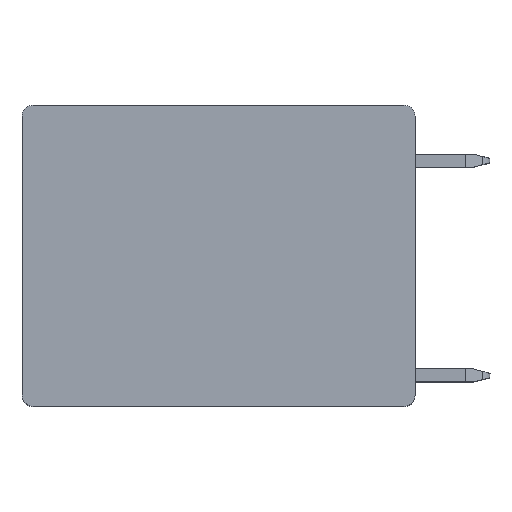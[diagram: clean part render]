
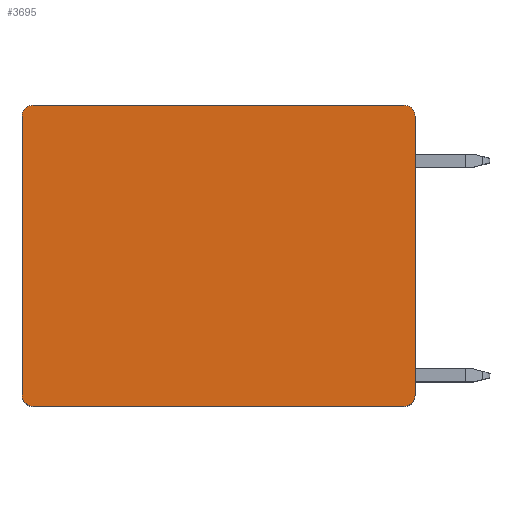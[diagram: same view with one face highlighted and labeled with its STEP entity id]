
A CAD part, top view. The second image highlights one B-rep face of the part: STEP entity #3695.
In plain terms, the highlighted planar face has unit normal (0, 0, 1).
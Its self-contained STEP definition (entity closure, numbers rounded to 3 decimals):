
#945=CARTESIAN_POINT('',(-11.375,8.55,13.05));
#946=DIRECTION('',(0.,0.,1.));
#947=DIRECTION('',(0.,1.,0.));
#948=AXIS2_PLACEMENT_3D('',#945,#946,#947);
#950=DIRECTION('',(-1.,0.,0.));
#951=VECTOR('',#950,22.75);
#952=CARTESIAN_POINT('',(11.375,9.25,13.05));
#953=LINE('',#952,#951);
#954=CARTESIAN_POINT('',(11.375,8.55,13.05));
#955=DIRECTION('',(0.,0.,1.));
#956=DIRECTION('',(1.,0.,0.));
#957=AXIS2_PLACEMENT_3D('',#954,#955,#956);
#959=DIRECTION('',(0.,1.,0.));
#960=VECTOR('',#959,17.1);
#961=CARTESIAN_POINT('',(12.075,-8.55,13.05));
#962=LINE('',#961,#960);
#963=CARTESIAN_POINT('',(11.375,-8.55,13.05));
#964=DIRECTION('',(0.,0.,1.));
#965=DIRECTION('',(0.,-1.,0.));
#966=AXIS2_PLACEMENT_3D('',#963,#964,#965);
#968=DIRECTION('',(1.,0.,0.));
#969=VECTOR('',#968,22.75);
#970=CARTESIAN_POINT('',(-11.375,-9.25,13.05));
#971=LINE('',#970,#969);
#972=CARTESIAN_POINT('',(-11.375,-8.55,13.05));
#973=DIRECTION('',(0.,0.,1.));
#974=DIRECTION('',(-1.,0.,0.));
#975=AXIS2_PLACEMENT_3D('',#972,#973,#974);
#977=DIRECTION('',(0.,-1.,0.));
#978=VECTOR('',#977,17.1);
#979=CARTESIAN_POINT('',(-12.075,8.55,13.05));
#980=LINE('',#979,#978);
#2121=CARTESIAN_POINT('',(-11.375,9.25,13.05));
#2122=CARTESIAN_POINT('',(-12.075,8.55,13.05));
#2123=VERTEX_POINT('',#2121);
#2124=VERTEX_POINT('',#2122);
#2129=CARTESIAN_POINT('',(12.075,8.55,13.05));
#2130=VERTEX_POINT('',#2129);
#2131=CARTESIAN_POINT('',(11.375,9.25,13.05));
#2132=VERTEX_POINT('',#2131);
#2137=CARTESIAN_POINT('',(11.375,-9.25,13.05));
#2138=VERTEX_POINT('',#2137);
#2139=CARTESIAN_POINT('',(12.075,-8.55,13.05));
#2140=VERTEX_POINT('',#2139);
#2145=CARTESIAN_POINT('',(-12.075,-8.55,13.05));
#2146=VERTEX_POINT('',#2145);
#2147=CARTESIAN_POINT('',(-11.375,-9.25,13.05));
#2148=VERTEX_POINT('',#2147);
#3680=CARTESIAN_POINT('',(0.,0.,13.05));
#3681=DIRECTION('',(0.,0.,1.));
#3682=DIRECTION('',(1.,0.,0.));
#3683=AXIS2_PLACEMENT_3D('',#3680,#3681,#3682);
#3684=PLANE('',#3683);
#3685=ORIENTED_EDGE('',*,*,#2542,.F.);
#3686=ORIENTED_EDGE('',*,*,#2664,.F.);
#3687=ORIENTED_EDGE('',*,*,#2965,.F.);
#3688=ORIENTED_EDGE('',*,*,#2980,.F.);
#3689=ORIENTED_EDGE('',*,*,#3577,.F.);
#3690=ORIENTED_EDGE('',*,*,#3592,.F.);
#3691=ORIENTED_EDGE('',*,*,#3605,.F.);
#3692=ORIENTED_EDGE('',*,*,#3617,.F.);
#3693=EDGE_LOOP('',(#3685,#3686,#3687,#3688,#3689,#3690,#3691,#3692));
#3694=FACE_OUTER_BOUND('',#3693,.F.);
#949=CIRCLE('',#948,0.7);
#958=CIRCLE('',#957,0.7);
#967=CIRCLE('',#966,0.7);
#976=CIRCLE('',#975,0.7);
#2542=EDGE_CURVE('',#2123,#2124,#949,.T.);
#2664=EDGE_CURVE('',#2132,#2123,#953,.T.);
#2965=EDGE_CURVE('',#2130,#2132,#958,.T.);
#2980=EDGE_CURVE('',#2140,#2130,#962,.T.);
#3577=EDGE_CURVE('',#2138,#2140,#967,.T.);
#3592=EDGE_CURVE('',#2148,#2138,#971,.T.);
#3605=EDGE_CURVE('',#2146,#2148,#976,.T.);
#3617=EDGE_CURVE('',#2124,#2146,#980,.T.);
#3695=ADVANCED_FACE('',(#3694),#3684,.T.);
